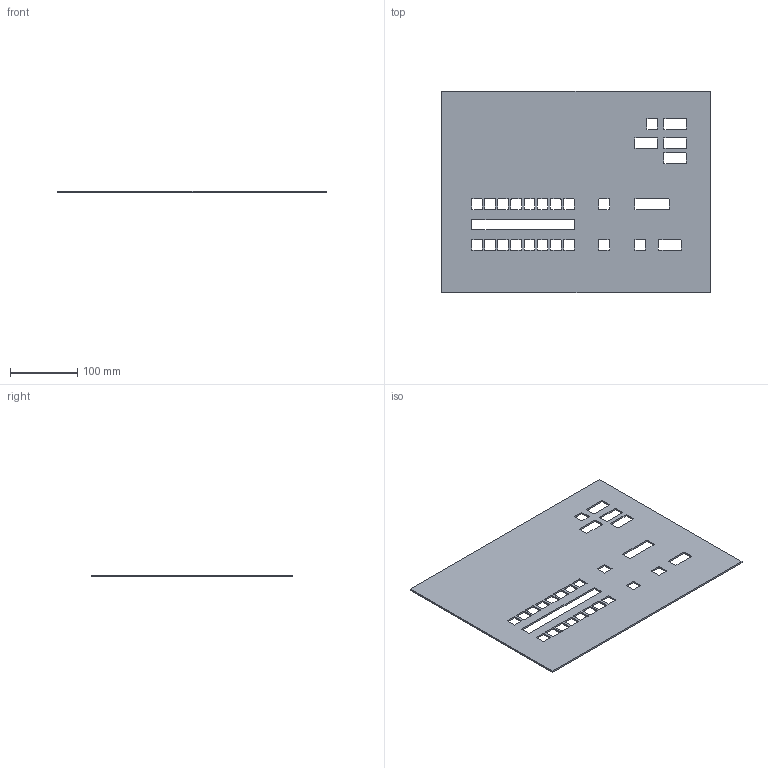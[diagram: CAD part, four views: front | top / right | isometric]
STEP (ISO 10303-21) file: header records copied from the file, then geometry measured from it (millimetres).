
FILE_DESCRIPTION(('Open CASCADE Model'),'2;1');
FILE_NAME('Open CASCADE Shape Model','2020-11-05T11:12:23',('Author'),( 'Open CASCADE'),'Open CASCADE STEP processor 7.2','Open CASCADE 7.2' ,'Unknown');
FILE_SCHEMA(('AUTOMOTIVE_DESIGN { 1 0 10303 214 1 1 1 1 }'));
Length unit declared in the file: millimetre
Products named in the file (1): Open CASCADE STEP translator 7.2 2
Bounding box: 400 x 300 x 2.5 mm (x, y, z)
Volume: 272895.8 mm3; surface area: 227355.2 mm2
Topology: 1 solids, 1 shells, 222 faces, 660 edges, 440 vertices
Faces by surface type: plane 114, cylinder 108
Entity records: 16198 total; most frequent: CARTESIAN_POINT 2643, DIRECTION 2642, LINE 1548, VECTOR 1548, ORIENTED_EDGE 1320, PCURVE 1320, DEFINITIONAL_REPRESENTATION 1320, EDGE_CURVE 660
